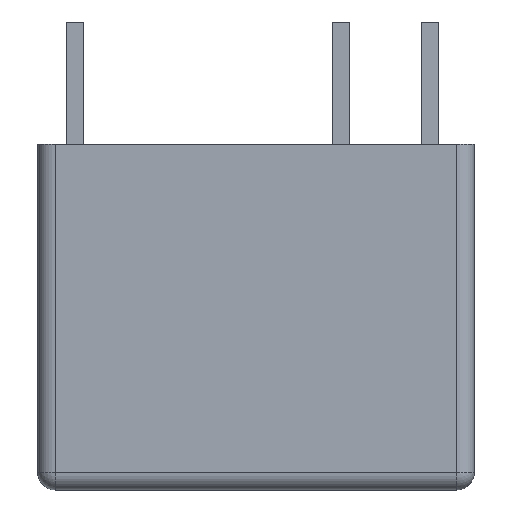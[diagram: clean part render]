
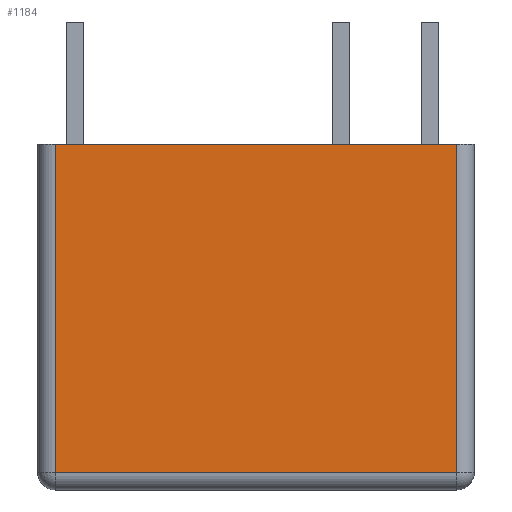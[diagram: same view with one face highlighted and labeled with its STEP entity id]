
A CAD part, front view. The second image highlights one B-rep face of the part: STEP entity #1184.
In plain terms, the highlighted planar face has unit normal (0, -1, 0).
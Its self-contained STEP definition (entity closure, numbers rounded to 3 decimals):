
#95=DIRECTION('',(-1.,0.,0.));
#96=VECTOR('',#95,11.5);
#97=CARTESIAN_POINT('',(5.75,-3.75,0.));
#98=LINE('',#97,#96);
#367=DIRECTION('',(0.,0.,-1.));
#368=VECTOR('',#367,9.4);
#369=CARTESIAN_POINT('',(5.75,-3.75,0.));
#370=LINE('',#369,#368);
#371=DIRECTION('',(-1.,0.,0.));
#372=VECTOR('',#371,11.5);
#373=CARTESIAN_POINT('',(5.75,-3.75,-9.4));
#374=LINE('',#373,#372);
#375=DIRECTION('',(0.,0.,-1.));
#376=VECTOR('',#375,9.4);
#377=CARTESIAN_POINT('',(-5.75,-3.75,0.));
#378=LINE('',#377,#376);
#658=CARTESIAN_POINT('',(5.75,-3.75,0.));
#659=CARTESIAN_POINT('',(-5.75,-3.75,0.));
#660=VERTEX_POINT('',#658);
#661=VERTEX_POINT('',#659);
#728=CARTESIAN_POINT('',(5.75,-3.75,-9.4));
#729=VERTEX_POINT('',#728);
#732=CARTESIAN_POINT('',(-5.75,-3.75,-9.4));
#733=VERTEX_POINT('',#732);
#1173=CARTESIAN_POINT('',(-5.75,-3.75,0.));
#1174=DIRECTION('',(0.,-1.,0.));
#1175=DIRECTION('',(1.,0.,0.));
#1176=AXIS2_PLACEMENT_3D('',#1173,#1174,#1175);
#1177=PLANE('',#1176);
#1178=ORIENTED_EDGE('',*,*,#1012,.T.);
#1179=ORIENTED_EDGE('',*,*,#987,.F.);
#1180=ORIENTED_EDGE('',*,*,#845,.F.);
#1181=ORIENTED_EDGE('',*,*,#1165,.T.);
#1182=EDGE_LOOP('',(#1178,#1179,#1180,#1181));
#1183=FACE_OUTER_BOUND('',#1182,.F.);
#1184=ADVANCED_FACE('',(#1183),#1177,.T.);
#845=EDGE_CURVE('',#660,#661,#98,.T.);
#987=EDGE_CURVE('',#661,#733,#378,.T.);
#1012=EDGE_CURVE('',#729,#733,#374,.T.);
#1165=EDGE_CURVE('',#660,#729,#370,.T.);
